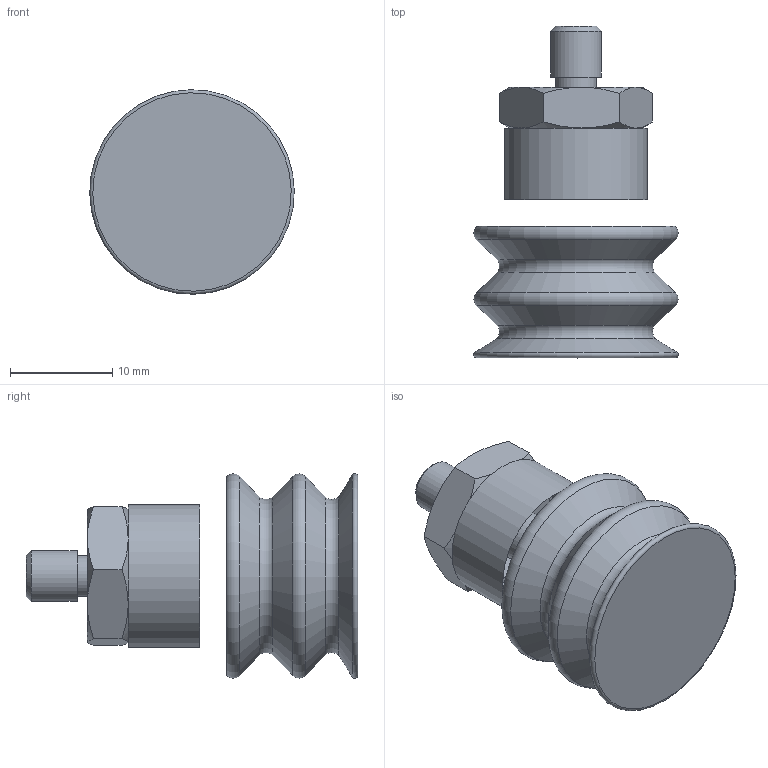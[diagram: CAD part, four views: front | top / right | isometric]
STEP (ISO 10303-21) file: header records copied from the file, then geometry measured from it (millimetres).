
FILE_DESCRIPTION(/* description */ (''),/* implementation_level */ '2;1');
FILE_NAME(/* name */ 'vf20sh30sb_rac15rm5m.stp',/* time_stamp */ '2023-02-24T08:42:13+01:00',/* author */ ('enginyeria2'),/* organization */ (''),/* preprocessor_version */ 'ST-DEVELOPER v17',/* originating_system */ 'Autodesk Inventor 2019',/* authorisation */ '');
FILE_SCHEMA (('AUTOMOTIVE_DESIGN { 1 0 10303 214 3 1 1 }'));
Length unit declared in the file: millimetre
Products named in the file (1): Pieza7
Bounding box: 20.03 x 32.5 x 20.03 mm (x, y, z)
Volume: 5390.6 mm3; surface area: 2385.7 mm2
Topology: 1 solids, 1 shells, 42 faces, 110 edges, 75 vertices
Faces by surface type: cone 19, plane 13, cylinder 5, torus 5
Full cylindrical faces by diameter (mm): 2 x1, 4 x1, 5 x2, 14 x1
Entity records: 1420 total; most frequent: CARTESIAN_POINT 276, DIRECTION 240, ORIENTED_EDGE 220, AXIS2_PLACEMENT_3D 111, EDGE_CURVE 110, VERTEX_POINT 75, CIRCLE 68, EDGE_LOOP 47
